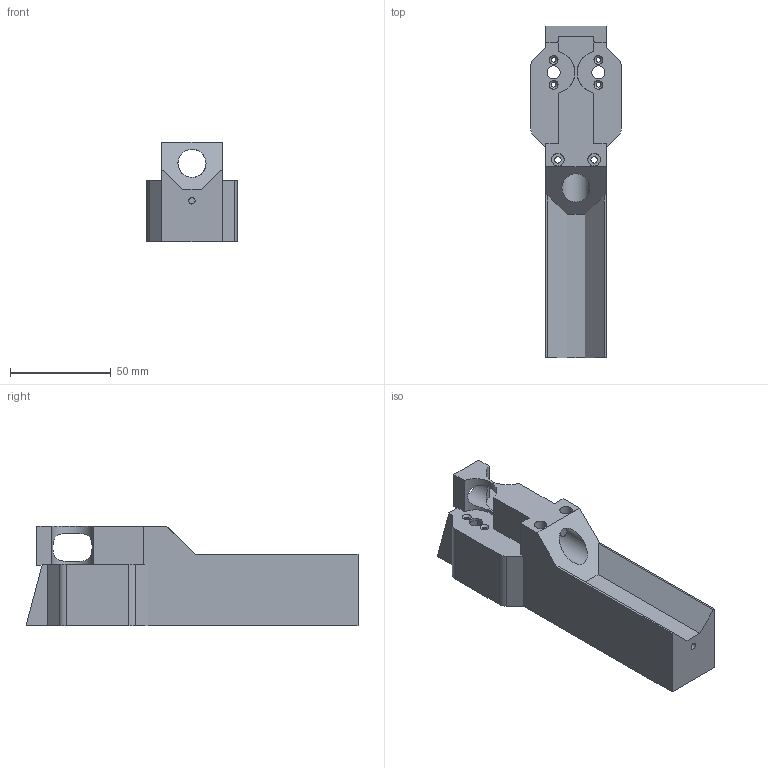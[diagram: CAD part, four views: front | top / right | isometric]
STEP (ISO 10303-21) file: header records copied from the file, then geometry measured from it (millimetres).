
FILE_DESCRIPTION(/* description */ (''),/* implementation_level */ '2;1');
FILE_NAME(/* name */ 'UpperRecieverSingleStage.step',/* time_stamp */ '2019-02-01T08:20:05-06:00',/* author */ (''),/* organization */ (''),/* preprocessor_version */ 'ST-DEVELOPER v17.2',/* originating_system */ 'Autodesk Translation Framework v7.6.0.251',/* authorisation */ '');
FILE_SCHEMA (('AUTOMOTIVE_DESIGN { 1 0 10303 214 3 1 1 }'));
Length unit declared in the file: millimetre
Products named in the file (1): UpperRecieverSingleStage
Bounding box: 45 x 165.1 x 49.5 mm (x, y, z)
Volume: 101390.9 mm3; surface area: 40903.1 mm2
Topology: 1 solids, 1 shells, 89 faces, 253 edges, 167 vertices
Faces by surface type: plane 57, cylinder 28, cone 4
Full cylindrical faces by diameter (mm): 2.4 x4, 3.15 x3, 6.25 x2, 6.55 x2, 14 x1
Entity records: 3150 total; most frequent: CARTESIAN_POINT 694, ORIENTED_EDGE 506, DIRECTION 488, EDGE_CURVE 253, LINE 182, VECTOR 182, VERTEX_POINT 167, AXIS2_PLACEMENT_3D 153
